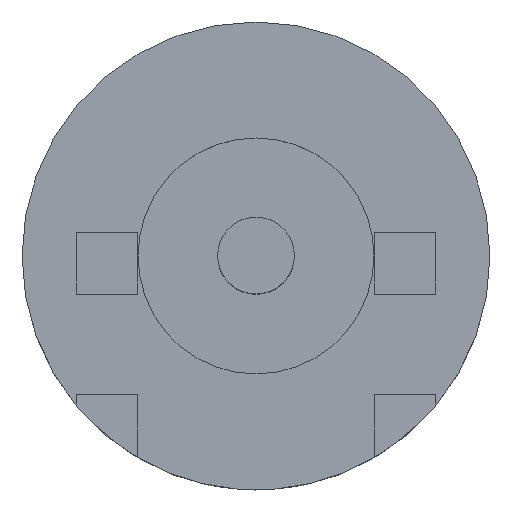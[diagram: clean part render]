
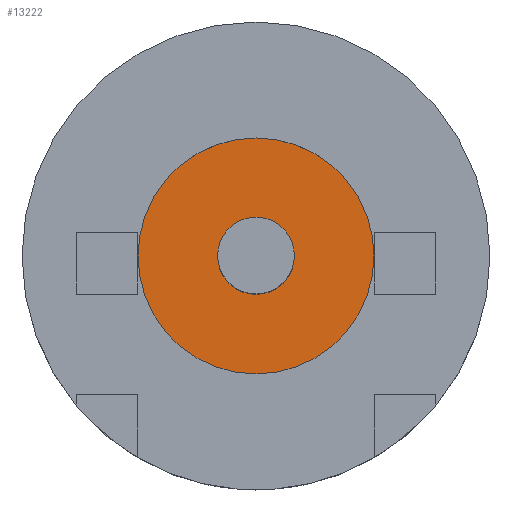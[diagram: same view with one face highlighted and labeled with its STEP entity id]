
A CAD part, top view. The second image highlights one B-rep face of the part: STEP entity #13222.
In plain terms, the highlighted planar face has unit normal (0, 0, 1).
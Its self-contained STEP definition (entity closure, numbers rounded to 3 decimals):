
#263 = AXIS2_PLACEMENT_3D ( 'NONE', #7175, #10314, #6060 ) ;
#701 = EDGE_CURVE ( 'NONE', #3065, #6962, #12266, .T. ) ;
#1266 = DIRECTION ( 'NONE',  ( 1., 0., 0. ) ) ;
#1367 = AXIS2_PLACEMENT_3D ( 'NONE', #4401, #11407, #1266 ) ;
#1492 = EDGE_CURVE ( 'NONE', #6857, #11834, #7707, .T. ) ;
#1932 = ORIENTED_EDGE ( 'NONE', *, *, #1492, .F. ) ;
#2165 = FACE_BOUND ( 'NONE', #9547, .T. ) ;
#2768 = CARTESIAN_POINT ( 'NONE',  ( 0., 0.65, -0.6 ) ) ;
#2788 = EDGE_CURVE ( 'NONE', #6962, #3065, #8663, .T. ) ;
#2909 = EDGE_LOOP ( 'NONE', ( #3525, #7659 ) ) ;
#3065 = VERTEX_POINT ( 'NONE', #9206 ) ;
#3525 = ORIENTED_EDGE ( 'NONE', *, *, #2788, .T. ) ;
#3782 = DIRECTION ( 'NONE',  ( 0., 0., 1. ) ) ;
#3895 = CARTESIAN_POINT ( 'NONE',  ( 0., 0.65, -0.6 ) ) ;
#4145 = EDGE_CURVE ( 'NONE', #11834, #6857, #9943, .T. ) ;
#4401 = CARTESIAN_POINT ( 'NONE',  ( 0., 0.65, -0.6 ) ) ;
#4794 = DIRECTION ( 'NONE',  ( 0., 0., 1. ) ) ;
#5028 = AXIS2_PLACEMENT_3D ( 'NONE', #2768, #3782, #5776 ) ;
#5519 = AXIS2_PLACEMENT_3D ( 'NONE', #3895, #5932, #11026 ) ;
#5776 = DIRECTION ( 'NONE',  ( 1., 0., 0. ) ) ;
#5932 = DIRECTION ( 'NONE',  ( 0., 0., 1. ) ) ;
#6035 = AXIS2_PLACEMENT_3D ( 'NONE', #10896, #4794, #11948 ) ;
#6060 = DIRECTION ( 'NONE',  ( 1., 0., 0. ) ) ;
#6562 = FACE_OUTER_BOUND ( 'NONE', #2909, .T. ) ;
#6791 = ORIENTED_EDGE ( 'NONE', *, *, #4145, .F. ) ;
#6857 = VERTEX_POINT ( 'NONE', #8470 ) ;
#6962 = VERTEX_POINT ( 'NONE', #11659 ) ;
#7175 = CARTESIAN_POINT ( 'NONE',  ( 0., 0.65, -0.6 ) ) ;
#7659 = ORIENTED_EDGE ( 'NONE', *, *, #701, .T. ) ;
#7707 = CIRCLE ( 'NONE', #5519, 0.65 ) ;
#8470 = CARTESIAN_POINT ( 'NONE',  ( -0.65, 0.65, -0.6 ) ) ;
#8663 = CIRCLE ( 'NONE', #5028, 2. ) ;
#9122 = PLANE ( 'NONE',  #1367 ) ;
#9206 = CARTESIAN_POINT ( 'NONE',  ( -2., 0.65, -0.6 ) ) ;
#9547 = EDGE_LOOP ( 'NONE', ( #1932, #6791 ) ) ;
#9943 = CIRCLE ( 'NONE', #263, 0.65 ) ;
#10314 = DIRECTION ( 'NONE',  ( 0., 0., 1. ) ) ;
#10896 = CARTESIAN_POINT ( 'NONE',  ( 0., 0.65, -0.6 ) ) ;
#11026 = DIRECTION ( 'NONE',  ( 1., 0., 0. ) ) ;
#11049 = CARTESIAN_POINT ( 'NONE',  ( 0.65, 0.65, -0.6 ) ) ;
#11407 = DIRECTION ( 'NONE',  ( 0., 0., 1. ) ) ;
#11659 = CARTESIAN_POINT ( 'NONE',  ( 2., 0.65, -0.6 ) ) ;
#11834 = VERTEX_POINT ( 'NONE', #11049 ) ;
#11948 = DIRECTION ( 'NONE',  ( 1., 0., 0. ) ) ;
#12266 = CIRCLE ( 'NONE', #6035, 2. ) ;
#13222 = ADVANCED_FACE ( 'NONE', ( #2165, #6562 ), #9122, .T. ) ;
